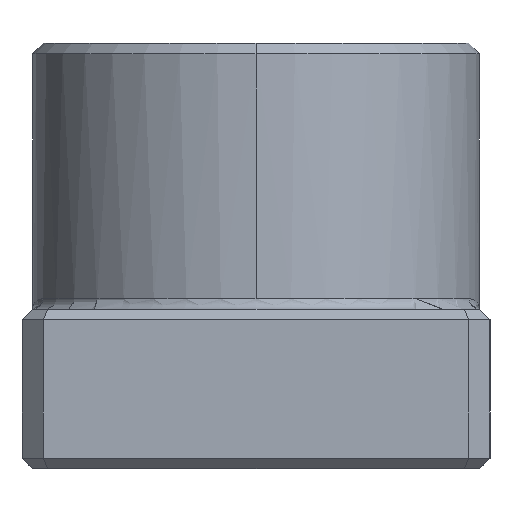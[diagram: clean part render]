
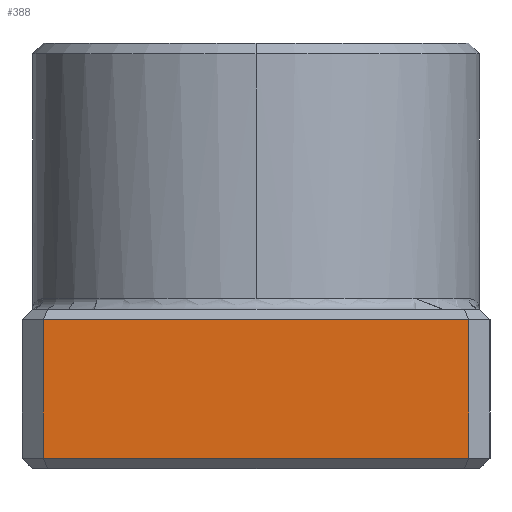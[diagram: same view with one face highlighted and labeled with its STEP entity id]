
A CAD part, left-side view. The second image highlights one B-rep face of the part: STEP entity #388.
In plain terms, the highlighted planar face has unit normal (-1, 0, 0).
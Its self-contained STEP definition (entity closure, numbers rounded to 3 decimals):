
#38 = DIRECTION ( 'NONE',  ( 0., -1., 0. ) ) ;
#42 = VECTOR ( 'NONE', #2289, 1000. ) ;
#146 = CARTESIAN_POINT ( 'NONE',  ( -37., -20., 14. ) ) ;
#184 = LINE ( 'NONE', #451, #3164 ) ;
#210 = AXIS2_PLACEMENT_3D ( 'NONE', #3736, #1702, #2292 ) ;
#268 = PLANE ( 'NONE',  #210 ) ;
#321 = CARTESIAN_POINT ( 'NONE',  ( -37., 20., 14. ) ) ;
#388 = ADVANCED_FACE ( 'NONE', ( #3264 ), #268, .F. ) ;
#426 = CARTESIAN_POINT ( 'NONE',  ( -37., -20., 1. ) ) ;
#451 = CARTESIAN_POINT ( 'NONE',  ( -37., -20., 15. ) ) ;
#498 = EDGE_CURVE ( 'NONE', #1168, #3328, #693, .T. ) ;
#611 = DIRECTION ( 'NONE',  ( 0., 1., 0. ) ) ;
#664 = ORIENTED_EDGE ( 'NONE', *, *, #1170, .F. ) ;
#693 = LINE ( 'NONE', #321, #2148 ) ;
#933 = ORIENTED_EDGE ( 'NONE', *, *, #3045, .T. ) ;
#1067 = VERTEX_POINT ( 'NONE', #426 ) ;
#1156 = ORIENTED_EDGE ( 'NONE', *, *, #2006, .T. ) ;
#1168 = VERTEX_POINT ( 'NONE', #146 ) ;
#1170 = EDGE_CURVE ( 'NONE', #1168, #1067, #184, .T. ) ;
#1438 = ORIENTED_EDGE ( 'NONE', *, *, #498, .T. ) ;
#1702 = DIRECTION ( 'NONE',  ( 1., 0., 0. ) ) ;
#1727 = CARTESIAN_POINT ( 'NONE',  ( -37., 20., 15. ) ) ;
#2006 = EDGE_CURVE ( 'NONE', #2242, #1067, #2044, .T. ) ;
#2044 = LINE ( 'NONE', #2063, #2733 ) ;
#2063 = CARTESIAN_POINT ( 'NONE',  ( -37., 20., 1. ) ) ;
#2148 = VECTOR ( 'NONE', #611, 1000. ) ;
#2242 = VERTEX_POINT ( 'NONE', #3348 ) ;
#2269 = CARTESIAN_POINT ( 'NONE',  ( -37., 20., 14. ) ) ;
#2289 = DIRECTION ( 'NONE',  ( 0., 0., -1. ) ) ;
#2292 = DIRECTION ( 'NONE',  ( 0., 1., 0. ) ) ;
#2733 = VECTOR ( 'NONE', #38, 1000. ) ;
#2971 = EDGE_LOOP ( 'NONE', ( #933, #1156, #664, #1438 ) ) ;
#3045 = EDGE_CURVE ( 'NONE', #3328, #2242, #3105, .T. ) ;
#3057 = DIRECTION ( 'NONE',  ( 0., 0., -1. ) ) ;
#3105 = LINE ( 'NONE', #1727, #42 ) ;
#3164 = VECTOR ( 'NONE', #3057, 1000. ) ;
#3264 = FACE_OUTER_BOUND ( 'NONE', #2971, .T. ) ;
#3328 = VERTEX_POINT ( 'NONE', #2269 ) ;
#3348 = CARTESIAN_POINT ( 'NONE',  ( -37., 20., 1. ) ) ;
#3736 = CARTESIAN_POINT ( 'NONE',  ( -37., 20., 15. ) ) ;
